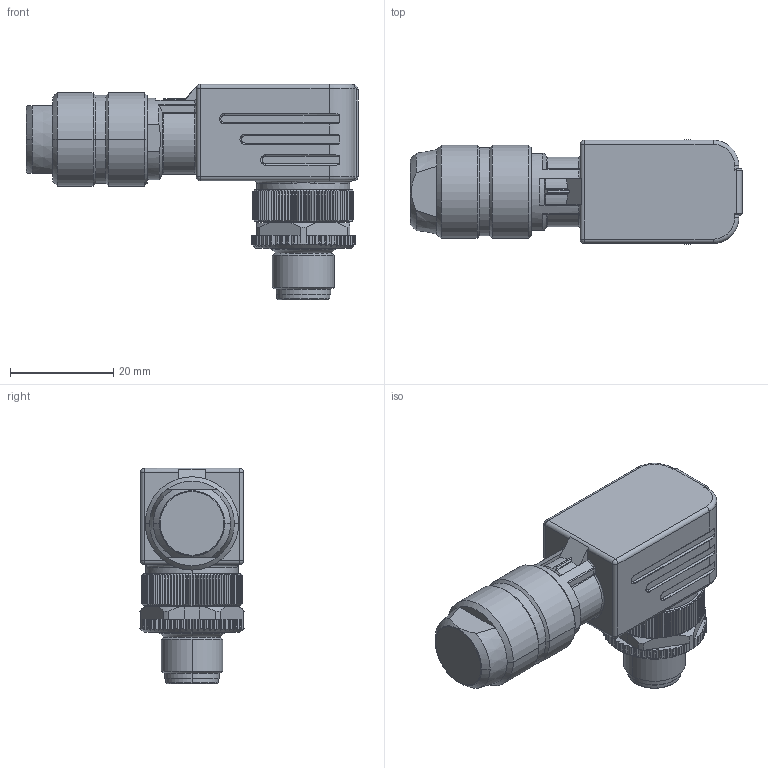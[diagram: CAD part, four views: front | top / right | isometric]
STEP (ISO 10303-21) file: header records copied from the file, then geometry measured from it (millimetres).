
FILE_DESCRIPTION((''),'2;1');
FILE_NAME('DM_CAD-2048','2014-12-03T',('Creinig-se'),(''),'PRO/ENGINEER BY PARAMETRIC TECHNOLOGY CORPORATION, 2013050','PRO/ENGINEER BY PARAMETRIC TECHNOLOGY CORPORATION, 2013050','');
FILE_SCHEMA(('CONFIG_CONTROL_DESIGN'));
Length unit declared in the file: millimetre
Products named in the file (1): DM_CAD-2048
Bounding box: 64.4 x 20.2 x 41.8 mm (x, y, z)
Volume: 22703.3 mm3; surface area: 6957.6 mm2
Topology: 1 solids, 2 shells, 966 faces, 2459 edges, 1494 vertices
Faces by surface type: plane 398, cylinder 292, cone 228, torus 30, sphere 16, bspline 2
Entity records: 39089 total; most frequent: CARTESIAN_POINT 8611, ORIENTED_EDGE 4886, DIRECTION 4505, PRESENTATION_STYLE_ASSIGNMENT 2501, STYLED_ITEM 2444, CURVE_STYLE 2443, EDGE_CURVE 2443, AXIS2_PLACEMENT_3D 1796
